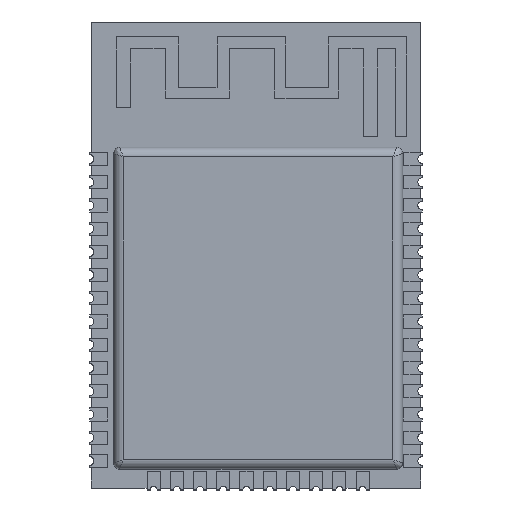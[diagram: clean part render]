
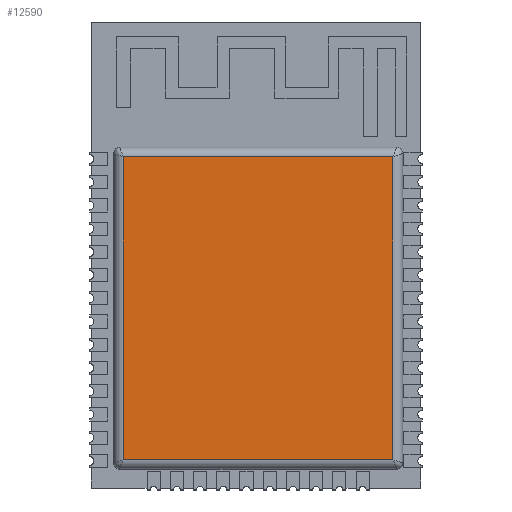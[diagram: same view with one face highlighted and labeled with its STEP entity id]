
A CAD part, top view. The second image highlights one B-rep face of the part: STEP entity #12590.
In plain terms, the highlighted planar face has unit normal (0, 0, 1).
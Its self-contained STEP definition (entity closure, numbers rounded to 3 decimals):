
#543=ORIENTED_EDGE('',*,*,#3195,.T.);
#544=ORIENTED_EDGE('',*,*,#3196,.T.);
#545=ORIENTED_EDGE('',*,*,#3197,.T.);
#546=ORIENTED_EDGE('',*,*,#3198,.T.);
#3195=EDGE_CURVE('',#4539,#4540,#5487,.T.);
#3196=EDGE_CURVE('',#4540,#4541,#5488,.T.);
#3197=EDGE_CURVE('',#4541,#4542,#5489,.T.);
#3198=EDGE_CURVE('',#4542,#4539,#5490,.T.);
#4539=VERTEX_POINT('',#16568);
#4540=VERTEX_POINT('',#16569);
#4541=VERTEX_POINT('',#16571);
#4542=VERTEX_POINT('',#16573);
#5487=LINE('',#16567,#6775);
#5488=LINE('',#16570,#6776);
#5489=LINE('',#16572,#6777);
#5490=LINE('',#16574,#6778);
#6775=VECTOR('',#13965,1000.);
#6776=VECTOR('',#13966,1000.);
#6777=VECTOR('',#13967,1000.);
#6778=VECTOR('',#13968,1000.);
#7852=EDGE_LOOP('',(#543,#544,#545,#546));
#8340=FACE_BOUND('',#7852,.T.);
#8817=PLANE('',#13076);
#12590=ADVANCED_FACE('',(#8340),#8817,.T.);
#13076=AXIS2_PLACEMENT_3D('',#16566,#13963,#13964);
#13963=DIRECTION('',(0.,0.,1.));
#13964=DIRECTION('',(1.,0.,0.));
#13965=DIRECTION('',(1.,0.,0.));
#13966=DIRECTION('',(0.,1.,0.));
#13967=DIRECTION('',(-1.,0.,0.));
#13968=DIRECTION('',(0.,-1.,0.));
#16566=CARTESIAN_POINT('',(0.,0.,3.2));
#16567=CARTESIAN_POINT('',(7.69,-11.173,3.2));
#16568=CARTESIAN_POINT('',(-7.253,-11.173,3.2));
#16569=CARTESIAN_POINT('',(7.493,-11.173,3.2));
#16570=CARTESIAN_POINT('',(7.493,5.57,3.2));
#16571=CARTESIAN_POINT('',(7.493,5.373,3.2));
#16572=CARTESIAN_POINT('',(-7.45,5.373,3.2));
#16573=CARTESIAN_POINT('',(-7.253,5.373,3.2));
#16574=CARTESIAN_POINT('',(-7.253,-11.37,3.2));
